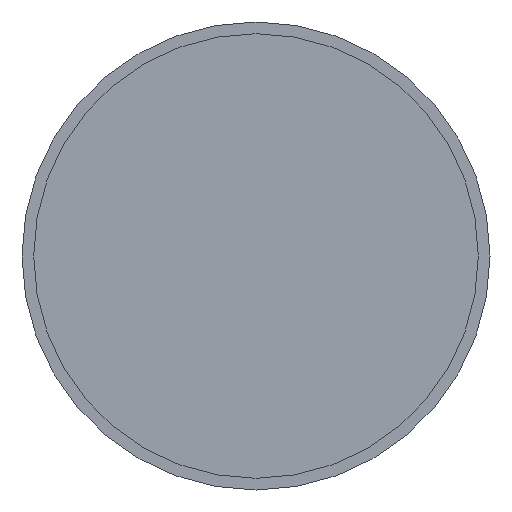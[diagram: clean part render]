
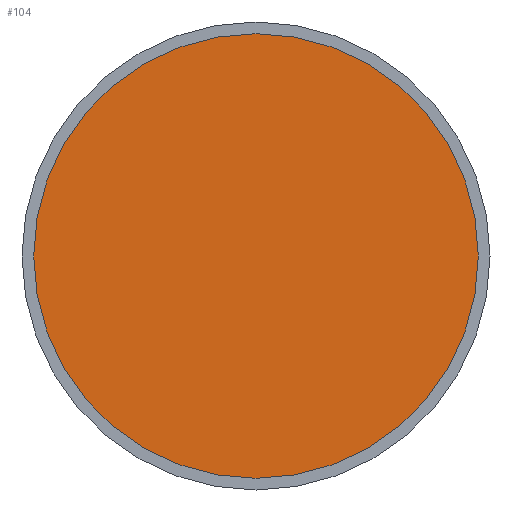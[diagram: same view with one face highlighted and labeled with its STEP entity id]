
A CAD part, front view. The second image highlights one B-rep face of the part: STEP entity #104.
In plain terms, the highlighted planar face has unit normal (0, -1, 0).
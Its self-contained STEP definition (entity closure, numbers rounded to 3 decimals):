
#104 = ADVANCED_FACE( '', ( #217 ), #218, .F. );
#217 = FACE_OUTER_BOUND( '', #357, .T. );
#218 = PLANE( '', #358 );
#357 = EDGE_LOOP( '', ( #548 ) );
#358 = AXIS2_PLACEMENT_3D( '', #549, #550, #551 );
#548 = ORIENTED_EDGE( '', *, *, #587, .T. );
#549 = CARTESIAN_POINT( '', ( 38., 3., 0. ) );
#550 = DIRECTION( '', ( 0., 1., 0. ) );
#551 = DIRECTION( '', ( 0., 0., 1. ) );
#587 = EDGE_CURVE( '', #676, #676, #677, .T. );
#676 = VERTEX_POINT( '', #793 );
#677 = CIRCLE( '', #794, 38. );
#793 = CARTESIAN_POINT( '', ( 0., 3., -38. ) );
#794 = AXIS2_PLACEMENT_3D( '', #889, #890, #891 );
#889 = CARTESIAN_POINT( '', ( 0., 3., 0. ) );
#890 = DIRECTION( '', ( 0., -1., 0. ) );
#891 = DIRECTION( '', ( 0., 0., -1. ) );
